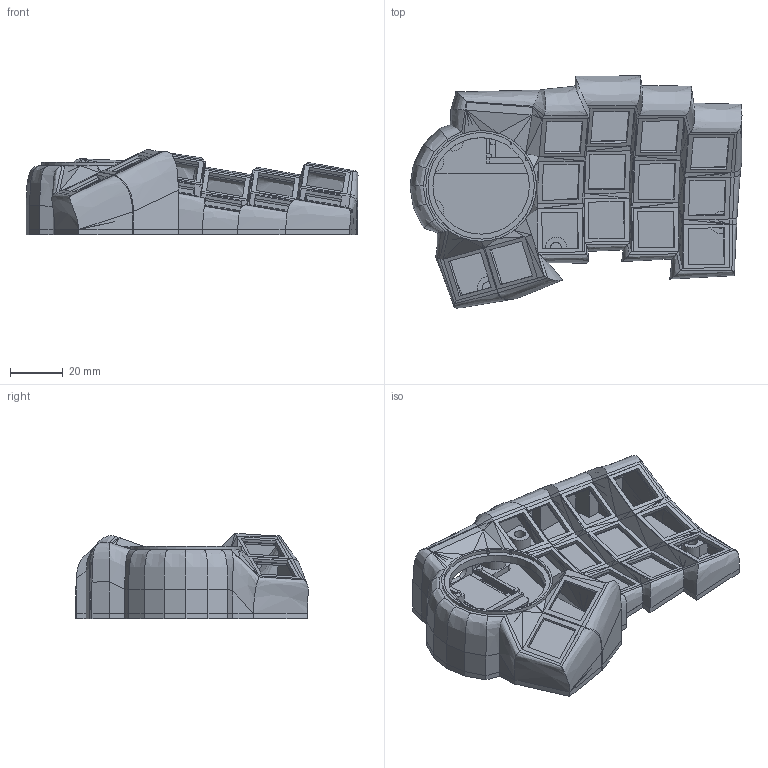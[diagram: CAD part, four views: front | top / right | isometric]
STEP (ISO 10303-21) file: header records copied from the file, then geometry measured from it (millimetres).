
FILE_DESCRIPTION(('Cosmos Model'),'2;1');
FILE_NAME('https://ryanis.cool/cosmos/beta#cm:CpsBCg8SBRCQTSATEgIgABIAOBMKFxIFEJBZIBMSAiAAEgMQsC84AECA8LwCChISBRCQZSATEgIgABIDELA7OBQKFBIFEJBxIBMSAiAAEgA4KECAwpkMCjUSGAgIEDAgEyj6ATAeQPX0hpgYSLmrlLTwBRIVCJeABhBAIABAkYXo4BpI5ZXEtsA3MBY4JxgAQJaDoK6QW0jalZi3wAUKTgoREgwIgCAQQEAtUAtY7AFQngIKAlB/CgNQggIKERINCIAgEDBAEEgAUAtYJFAkGAIiCgjSARDIARgAIAAwgDBA1Y+E2SpI5oWUjsHcAhADGIYgIggIuQEQqgEYADAUOAOCAQIEAkgGWEtgAmgAch4YKBh1GJsBGMMBGLsCGOMCIOf//////////wGYARQ=','2025-09-17T22:02:57',('Author'),( 'Open CASCADE'),'Open CASCADE STEP processor 7.6','Open CASCADE 7.6' ,'Unknown');
FILE_SCHEMA(('AP242_MANAGED_MODEL_BASED_3D_ENGINEERING_MIM_LF. {1 0 10303 442 1 1 4 }'));
Length unit declared in the file: millimetre
Products named in the file (6): Walls; Web; Switch Holders; Screw Attachments; Bottom Plate; Microcontroller Holder
Bounding box: 126.08 x 88.24 x 32.45 mm (x, y, z)
Volume: 44360.3 mm3; surface area: 57392.4 mm2
Topology: 29 solids, 29 shells, 996 faces, 2224 edges, 1254 vertices
Faces by surface type: plane 656, bspline 290, cylinder 38, extrusion 9, cone 3
Full cylindrical faces by diameter (mm): 3.4 x4, 4.3 x9, 6.4 x1, 36.6 x1, 40.4 x1, 42 x1
Entity records: 62124 total; most frequent: CARTESIAN_POINT 19477, DIRECTION 6939, VECTOR 5229, LINE 5220, ORIENTED_EDGE 4380, PCURVE 4380, DEFINITIONAL_REPRESENTATION 4380, EDGE_CURVE 2190
